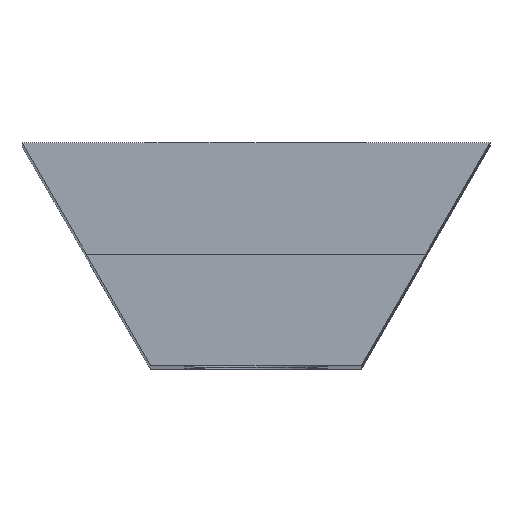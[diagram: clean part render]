
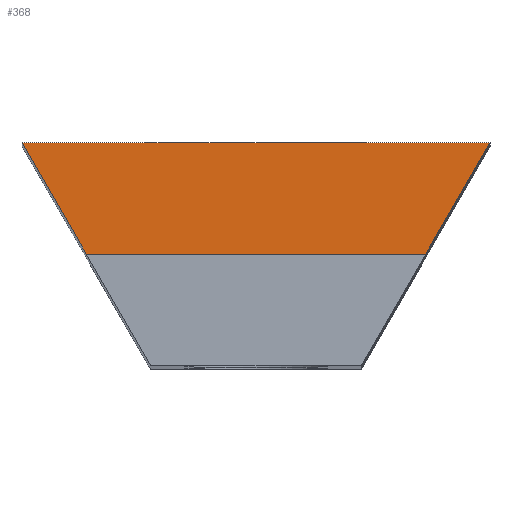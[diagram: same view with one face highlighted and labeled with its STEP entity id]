
A CAD part, top view. The second image highlights one B-rep face of the part: STEP entity #368.
In plain terms, the highlighted planar face has unit normal (0, 0, 1).
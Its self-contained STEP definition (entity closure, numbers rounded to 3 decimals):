
#36 = EDGE_CURVE ( 'NONE', #48, #114, #812, .T. ) ;
#48 = VERTEX_POINT ( 'NONE', #66 ) ;
#66 = CARTESIAN_POINT ( 'NONE',  ( -10.5, 10., 50.8 ) ) ;
#87 = DIRECTION ( 'NONE',  ( 0.5, 0.866, 0. ) ) ;
#114 = VERTEX_POINT ( 'NONE', #1116 ) ;
#116 = VECTOR ( 'NONE', #1295, 1000. ) ;
#148 = CARTESIAN_POINT ( 'NONE',  ( 10.5, 10., 50.8 ) ) ;
#233 = FACE_OUTER_BOUND ( 'NONE', #903, .T. ) ;
#312 = EDGE_CURVE ( 'NONE', #645, #114, #834, .T. ) ;
#336 = VECTOR ( 'NONE', #87, 1000. ) ;
#368 = ADVANCED_FACE ( 'NONE', ( #233 ), #1276, .F. ) ;
#419 = AXIS2_PLACEMENT_3D ( 'NONE', #1186, #588, #1281 ) ;
#468 = CARTESIAN_POINT ( 'NONE',  ( -4.726, 0., 50.8 ) ) ;
#524 = ORIENTED_EDGE ( 'NONE', *, *, #36, .T. ) ;
#588 = DIRECTION ( 'NONE',  ( 0., 0., -1. ) ) ;
#645 = VERTEX_POINT ( 'NONE', #1143 ) ;
#686 = CARTESIAN_POINT ( 'NONE',  ( 10.5, 5., 50.8 ) ) ;
#758 = ORIENTED_EDGE ( 'NONE', *, *, #312, .F. ) ;
#780 = CARTESIAN_POINT ( 'NONE',  ( 10.5, 10., 50.8 ) ) ;
#807 = DIRECTION ( 'NONE',  ( -1., 0., 0. ) ) ;
#811 = VERTEX_POINT ( 'NONE', #148 ) ;
#812 = LINE ( 'NONE', #468, #1053 ) ;
#824 = ORIENTED_EDGE ( 'NONE', *, *, #1201, .T. ) ;
#834 = LINE ( 'NONE', #686, #923 ) ;
#903 = EDGE_LOOP ( 'NONE', ( #824, #524, #758, #1160 ) ) ;
#914 = LINE ( 'NONE', #1009, #116 ) ;
#923 = VECTOR ( 'NONE', #807, 1000. ) ;
#1009 = CARTESIAN_POINT ( 'NONE',  ( 10.5, 10., 50.8 ) ) ;
#1053 = VECTOR ( 'NONE', #1190, 1000. ) ;
#1116 = CARTESIAN_POINT ( 'NONE',  ( -7.613, 5., 50.8 ) ) ;
#1143 = CARTESIAN_POINT ( 'NONE',  ( 7.613, 5., 50.8 ) ) ;
#1160 = ORIENTED_EDGE ( 'NONE', *, *, #1215, .T. ) ;
#1186 = CARTESIAN_POINT ( 'NONE',  ( 10.5, 5., 50.8 ) ) ;
#1190 = DIRECTION ( 'NONE',  ( 0.5, -0.866, 0. ) ) ;
#1201 = EDGE_CURVE ( 'NONE', #811, #48, #914, .T. ) ;
#1215 = EDGE_CURVE ( 'NONE', #645, #811, #1217, .T. ) ;
#1217 = LINE ( 'NONE', #780, #336 ) ;
#1276 = PLANE ( 'NONE',  #419 ) ;
#1281 = DIRECTION ( 'NONE',  ( -1., 0., 0. ) ) ;
#1295 = DIRECTION ( 'NONE',  ( -1., 0., 0. ) ) ;
